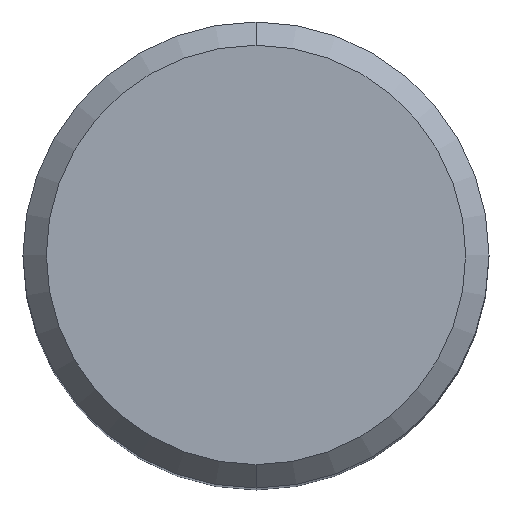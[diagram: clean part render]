
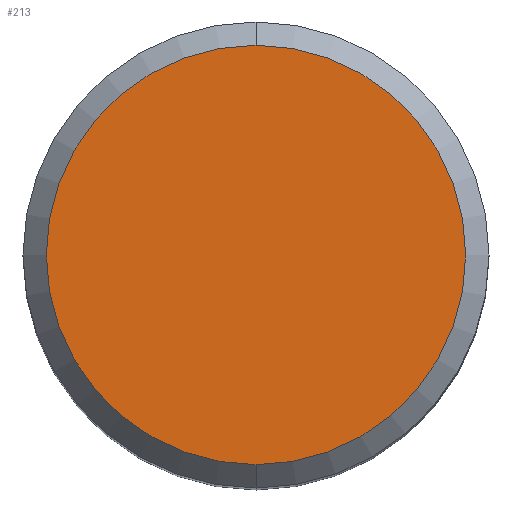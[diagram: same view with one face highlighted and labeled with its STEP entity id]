
A CAD part, top view. The second image highlights one B-rep face of the part: STEP entity #213.
In plain terms, the highlighted planar face has unit normal (0, 0, 1).
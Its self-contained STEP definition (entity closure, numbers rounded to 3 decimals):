
#209=EDGE_CURVE('',#453,#349,#522,.T.);
#213=ADVANCED_FACE('',(#526),#527,.T.);
#253=EDGE_CURVE('',#349,#453,#569,.T.);
#349=VERTEX_POINT('',#674);
#453=VERTEX_POINT('',#790);
#522=CIRCLE('',#861,9.0);
#526=FACE_OUTER_BOUND('',#865,.T.);
#527=PLANE('',#866);
#569=CIRCLE('',#936,9.0);
#674=CARTESIAN_POINT('',(0.0,9.0,0.0));
#790=CARTESIAN_POINT('',(0.,-9.0,0.0));
#861=AXIS2_PLACEMENT_3D('',#1669,#1670,#1671);
#865=EDGE_LOOP('',(#1673,#1674));
#866=AXIS2_PLACEMENT_3D('',#1675,#1676,#1677);
#936=AXIS2_PLACEMENT_3D('',#1719,#1720,#1721);
#1669=CARTESIAN_POINT('',(0.0,0.0,0.0));
#1670=DIRECTION('',(0.0,0.0,-1.0));
#1671=DIRECTION('',(0.0,1.0,0.0));
#1673=ORIENTED_EDGE('',*,*,#253,.F.);
#1674=ORIENTED_EDGE('',*,*,#209,.F.);
#1675=CARTESIAN_POINT('',(0.0,4.5,0.0));
#1676=DIRECTION('',(-0.0,0.0,1.0));
#1677=DIRECTION('',(0.0,-1.0,0.0));
#1719=CARTESIAN_POINT('',(0.0,0.0,0.0));
#1720=DIRECTION('',(0.0,0.0,-1.0));
#1721=DIRECTION('',(0.0,1.0,0.0));
